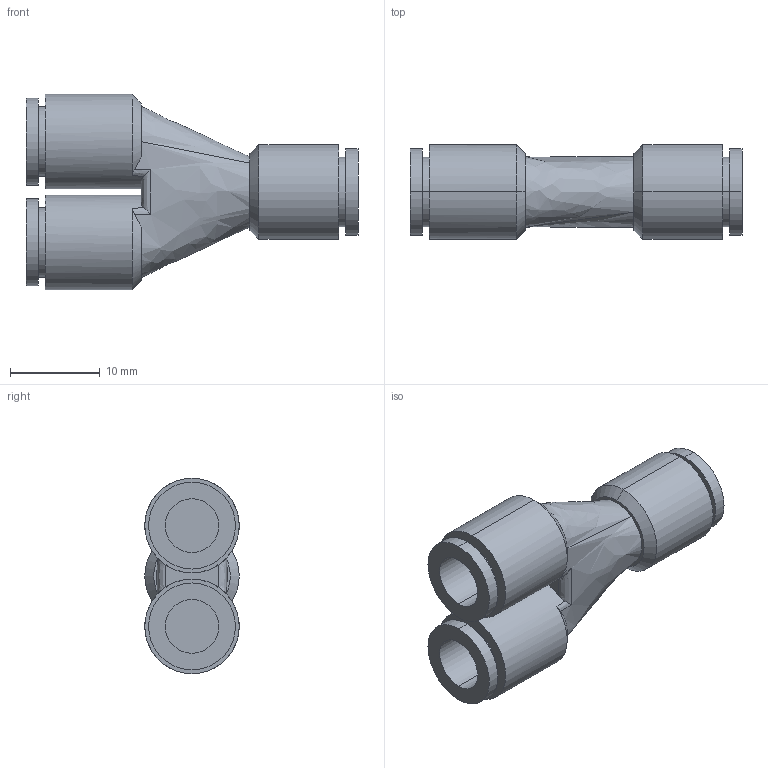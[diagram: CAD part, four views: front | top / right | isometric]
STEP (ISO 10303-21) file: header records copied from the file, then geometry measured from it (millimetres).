
FILE_DESCRIPTION (( 'STEP AP214' ), '1' );
FILE_NAME ('155.STEP', '2011-05-05T19:29:44', ( 'EMI' ), ( 'EMI' ), 'SwSTEP 2.0', 'SolidWorks 2009', '' );
FILE_SCHEMA (( 'AUTOMOTIVE_DESIGN' ));
Length unit declared in the file: millimetre
Products named in the file (1): 155
Bounding box: 37.09 x 10.56 x 21.82 mm (x, y, z)
Volume: 3117.2 mm3; surface area: 2849.1 mm2
Topology: 1 solids, 1 shells, 53 faces, 122 edges, 81 vertices
Faces by surface type: cylinder 24, plane 16, bspline 8, cone 5
Entity records: 1965 total; most frequent: CARTESIAN_POINT 755, ORIENTED_EDGE 244, DIRECTION 241, EDGE_CURVE 122, AXIS2_PLACEMENT_3D 105, VERTEX_POINT 81, EDGE_LOOP 63, CIRCLE 59
